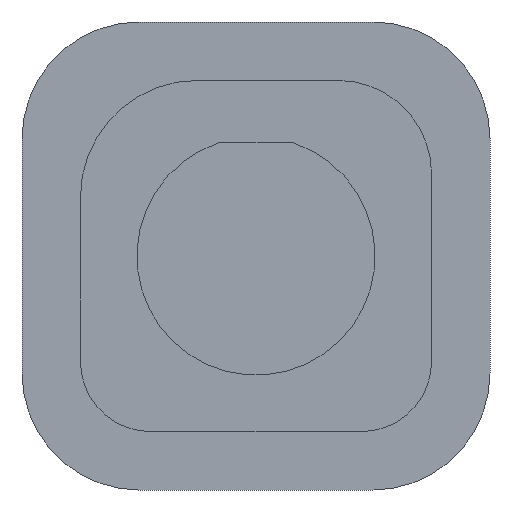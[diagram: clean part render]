
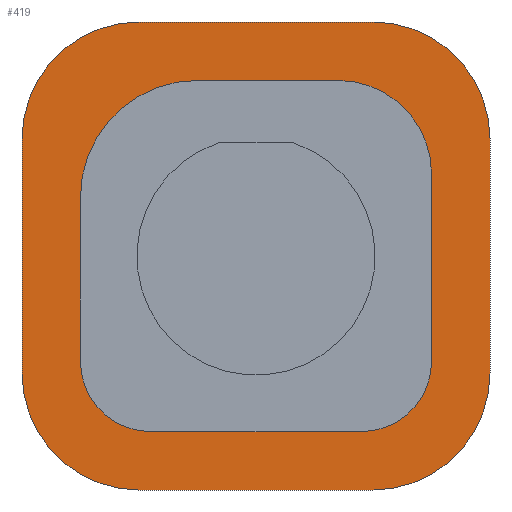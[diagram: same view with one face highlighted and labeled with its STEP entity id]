
A CAD part, front view. The second image highlights one B-rep face of the part: STEP entity #419.
In plain terms, the highlighted planar face has unit normal (0, -1, 0).
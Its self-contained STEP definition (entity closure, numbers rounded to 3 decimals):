
#15=FACE_BOUND('',#65,.T.);
#22=PLANE('',#457);
#40=FACE_OUTER_BOUND('',#64,.T.);
#64=EDGE_LOOP('',(#322,#323,#324,#325,#326,#327,#328,#329));
#65=EDGE_LOOP('',(#330,#331,#332,#333,#334,#335,#336,#337));
#93=LINE('',#665,#131);
#96=LINE('',#673,#134);
#97=LINE('',#678,#135);
#98=LINE('',#681,#136);
#99=LINE('',#686,#137);
#100=LINE('',#690,#138);
#101=LINE('',#694,#139);
#102=LINE('',#697,#140);
#131=VECTOR('',#534,10.);
#134=VECTOR('',#543,10.);
#135=VECTOR('',#548,10.);
#136=VECTOR('',#551,10.);
#137=VECTOR('',#554,10.);
#138=VECTOR('',#557,10.);
#139=VECTOR('',#560,10.);
#140=VECTOR('',#563,10.);
#166=CIRCLE('',#452,25.);
#167=CIRCLE('',#455,25.);
#168=CIRCLE('',#458,25.);
#169=CIRCLE('',#459,25.);
#170=CIRCLE('',#460,20.025);
#171=CIRCLE('',#461,15.025);
#172=CIRCLE('',#462,15.025);
#173=CIRCLE('',#463,25.025);
#194=VERTEX_POINT('',#657);
#195=VERTEX_POINT('',#659);
#196=VERTEX_POINT('',#663);
#197=VERTEX_POINT('',#667);
#198=VERTEX_POINT('',#671);
#199=VERTEX_POINT('',#675);
#200=VERTEX_POINT('',#677);
#201=VERTEX_POINT('',#679);
#202=VERTEX_POINT('',#682);
#203=VERTEX_POINT('',#683);
#204=VERTEX_POINT('',#685);
#205=VERTEX_POINT('',#687);
#206=VERTEX_POINT('',#689);
#207=VERTEX_POINT('',#691);
#208=VERTEX_POINT('',#693);
#209=VERTEX_POINT('',#695);
#239=EDGE_CURVE('',#195,#194,#166,.T.);
#242=EDGE_CURVE('',#196,#194,#93,.T.);
#244=EDGE_CURVE('',#196,#197,#167,.T.);
#246=EDGE_CURVE('',#198,#197,#96,.T.);
#247=EDGE_CURVE('',#198,#199,#168,.T.);
#248=EDGE_CURVE('',#200,#199,#97,.T.);
#249=EDGE_CURVE('',#200,#201,#169,.T.);
#250=EDGE_CURVE('',#195,#201,#98,.T.);
#251=EDGE_CURVE('',#202,#203,#170,.T.);
#252=EDGE_CURVE('',#203,#204,#99,.T.);
#253=EDGE_CURVE('',#204,#205,#171,.T.);
#254=EDGE_CURVE('',#205,#206,#100,.T.);
#255=EDGE_CURVE('',#206,#207,#172,.T.);
#256=EDGE_CURVE('',#207,#208,#101,.T.);
#257=EDGE_CURVE('',#208,#209,#173,.T.);
#258=EDGE_CURVE('',#209,#202,#102,.T.);
#322=ORIENTED_EDGE('',*,*,#244,.T.);
#323=ORIENTED_EDGE('',*,*,#246,.F.);
#324=ORIENTED_EDGE('',*,*,#247,.T.);
#325=ORIENTED_EDGE('',*,*,#248,.F.);
#326=ORIENTED_EDGE('',*,*,#249,.T.);
#327=ORIENTED_EDGE('',*,*,#250,.F.);
#328=ORIENTED_EDGE('',*,*,#239,.T.);
#329=ORIENTED_EDGE('',*,*,#242,.F.);
#330=ORIENTED_EDGE('',*,*,#251,.T.);
#331=ORIENTED_EDGE('',*,*,#252,.T.);
#332=ORIENTED_EDGE('',*,*,#253,.T.);
#333=ORIENTED_EDGE('',*,*,#254,.T.);
#334=ORIENTED_EDGE('',*,*,#255,.T.);
#335=ORIENTED_EDGE('',*,*,#256,.T.);
#336=ORIENTED_EDGE('',*,*,#257,.T.);
#337=ORIENTED_EDGE('',*,*,#258,.T.);
#419=ADVANCED_FACE('',(#40,#15),#22,.T.);
#452=AXIS2_PLACEMENT_3D('',#660,#528,#529);
#455=AXIS2_PLACEMENT_3D('',#669,#538,#539);
#457=AXIS2_PLACEMENT_3D('',#674,#544,#545);
#458=AXIS2_PLACEMENT_3D('',#676,#546,#547);
#459=AXIS2_PLACEMENT_3D('',#680,#549,#550);
#460=AXIS2_PLACEMENT_3D('',#684,#552,#553);
#461=AXIS2_PLACEMENT_3D('',#688,#555,#556);
#462=AXIS2_PLACEMENT_3D('',#692,#558,#559);
#463=AXIS2_PLACEMENT_3D('',#696,#561,#562);
#528=DIRECTION('center_axis',(0.,-1.,0.));
#529=DIRECTION('ref_axis',(0.,0.,
-1.));
#534=DIRECTION('',(0.,0.,-1.));
#538=DIRECTION('center_axis',(0.,-1.,0.));
#539=DIRECTION('ref_axis',(1.,0.,0.));
#543=DIRECTION('',(1.,0.,0.));
#544=DIRECTION('center_axis',(0.,-1.,0.));
#545=DIRECTION('ref_axis',(-1.,0.,0.));
#546=DIRECTION('center_axis',(0.,-1.,0.));
#547=DIRECTION('ref_axis',(0.,0.,1.));
#548=DIRECTION('',(0.,0.,1.));
#549=DIRECTION('center_axis',(0.,-1.,0.));
#550=DIRECTION('ref_axis',(-1.,0.,0.));
#551=DIRECTION('',(-1.,0.,0.));
#552=DIRECTION('center_axis',(0.,1.,0.));
#553=DIRECTION('ref_axis',(1.,0.,0.));
#554=DIRECTION('',(0.,0.,-1.));
#555=DIRECTION('center_axis',(0.,1.,0.));
#556=DIRECTION('ref_axis',(0.,0.,-1.));
#557=DIRECTION('',(-1.,0.,0.));
#558=DIRECTION('center_axis',(0.,1.,0.));
#559=DIRECTION('ref_axis',(-1.,0.,0.));
#560=DIRECTION('',(0.,0.,1.));
#561=DIRECTION('center_axis',(0.,1.,0.));
#562=DIRECTION('ref_axis',(0.,0.,1.));
#563=DIRECTION('',(1.,0.,0.));
#657=CARTESIAN_POINT('',(50.,-1.228,-25.));
#659=CARTESIAN_POINT('',(25.,-1.228,-50.));
#660=CARTESIAN_POINT('Origin',(25.,-1.228,-25.));
#663=CARTESIAN_POINT('',(50.,-1.228,25.));
#665=CARTESIAN_POINT('',(50.,-1.228,25.));
#667=CARTESIAN_POINT('',(25.,-1.228,50.));
#669=CARTESIAN_POINT('Origin',(25.,-1.228,25.));
#671=CARTESIAN_POINT('',(-25.,-1.228,50.));
#673=CARTESIAN_POINT('',(-25.,-1.228,50.));
#674=CARTESIAN_POINT('Origin',(0.,-1.228,
0.));
#675=CARTESIAN_POINT('',(-50.,-1.228,25.));
#676=CARTESIAN_POINT('Origin',(-25.,-1.228,25.));
#677=CARTESIAN_POINT('',(-50.,-1.228,-25.));
#678=CARTESIAN_POINT('',(-50.,-1.228,-25.));
#679=CARTESIAN_POINT('',(-25.,-1.228,-50.));
#680=CARTESIAN_POINT('Origin',(-25.,-1.228,-25.));
#681=CARTESIAN_POINT('',(25.,-1.228,-50.));
#682=CARTESIAN_POINT('',(17.5,-1.228,37.525));
#683=CARTESIAN_POINT('',(37.525,-1.228,17.5));
#684=CARTESIAN_POINT('Origin',(17.5,-1.228,17.5));
#685=CARTESIAN_POINT('',(37.525,-1.228,-22.5));
#686=CARTESIAN_POINT('',(37.525,-1.228,17.5));
#687=CARTESIAN_POINT('',(22.5,-1.228,-37.525));
#688=CARTESIAN_POINT('Origin',(22.5,-1.228,-22.5));
#689=CARTESIAN_POINT('',(-22.5,-1.228,-37.525));
#690=CARTESIAN_POINT('',(22.5,-1.228,-37.525));
#691=CARTESIAN_POINT('',(-37.525,-1.228,-22.5));
#692=CARTESIAN_POINT('Origin',(-22.5,-1.228,-22.5));
#693=CARTESIAN_POINT('',(-37.525,-1.228,12.5));
#694=CARTESIAN_POINT('',(-37.525,-1.228,-22.5));
#695=CARTESIAN_POINT('',(-12.5,-1.228,37.525));
#696=CARTESIAN_POINT('Origin',(-12.5,-1.228,12.5));
#697=CARTESIAN_POINT('',(-12.5,-1.228,37.525));
